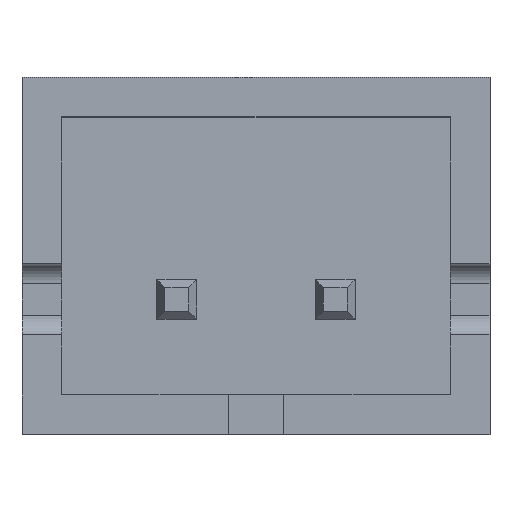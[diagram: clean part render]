
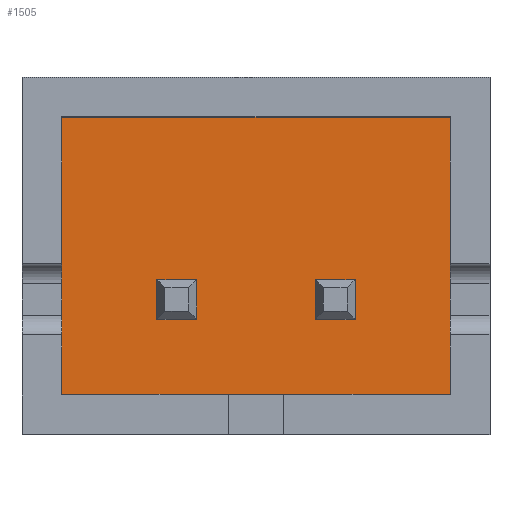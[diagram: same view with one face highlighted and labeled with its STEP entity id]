
A CAD part, top view. The second image highlights one B-rep face of the part: STEP entity #1505.
In plain terms, the highlighted planar face has unit normal (0, 0, 1).
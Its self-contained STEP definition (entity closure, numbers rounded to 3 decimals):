
#23=FACE_BOUND('',#232,.T.);
#24=FACE_BOUND('',#233,.T.);
#67=PLANE('',#1609);
#147=FACE_OUTER_BOUND('',#231,.T.);
#231=EDGE_LOOP('',(#1281,#1282,#1283,#1284));
#232=EDGE_LOOP('',(#1285,#1286,#1287,#1288));
#233=EDGE_LOOP('',(#1289,#1290,#1291,#1292));
#293=LINE('',#2098,#497);
#306=LINE('',#2124,#510);
#343=LINE('',#2193,#547);
#391=LINE('',#2290,#595);
#394=LINE('',#2295,#598);
#396=LINE('',#2300,#600);
#399=LINE('',#2305,#603);
#404=LINE('',#2315,#608);
#405=LINE('',#2317,#609);
#407=LINE('',#2321,#611);
#408=LINE('',#2323,#612);
#409=LINE('',#2325,#613);
#497=VECTOR('',#1709,10.);
#510=VECTOR('',#1724,10.);
#547=VECTOR('',#1785,10.);
#595=VECTOR('',#1857,10.);
#598=VECTOR('',#1862,10.);
#600=VECTOR('',#1866,10.);
#603=VECTOR('',#1871,10.);
#608=VECTOR('',#1882,10.);
#609=VECTOR('',#1885,10.);
#611=VECTOR('',#1889,10.);
#612=VECTOR('',#1892,10.);
#613=VECTOR('',#1895,10.);
#708=VERTEX_POINT('',#2095);
#709=VERTEX_POINT('',#2097);
#720=VERTEX_POINT('',#2121);
#721=VERTEX_POINT('',#2123);
#777=VERTEX_POINT('',#2287);
#778=VERTEX_POINT('',#2289);
#779=VERTEX_POINT('',#2293);
#780=VERTEX_POINT('',#2297);
#781=VERTEX_POINT('',#2299);
#782=VERTEX_POINT('',#2303);
#784=VERTEX_POINT('',#2313);
#785=VERTEX_POINT('',#2319);
#853=EDGE_CURVE('',#708,#709,#293,.T.);
#866=EDGE_CURVE('',#720,#721,#306,.T.);
#903=EDGE_CURVE('',#709,#720,#343,.T.);
#951=EDGE_CURVE('',#778,#777,#391,.T.);
#954=EDGE_CURVE('',#777,#779,#394,.T.);
#956=EDGE_CURVE('',#781,#780,#396,.T.);
#959=EDGE_CURVE('',#780,#782,#399,.T.);
#964=EDGE_CURVE('',#782,#784,#404,.T.);
#965=EDGE_CURVE('',#784,#781,#405,.T.);
#967=EDGE_CURVE('',#779,#785,#407,.T.);
#968=EDGE_CURVE('',#785,#778,#408,.T.);
#969=EDGE_CURVE('',#721,#708,#409,.T.);
#1281=ORIENTED_EDGE('',*,*,#853,.F.);
#1282=ORIENTED_EDGE('',*,*,#969,.F.);
#1283=ORIENTED_EDGE('',*,*,#866,.F.);
#1284=ORIENTED_EDGE('',*,*,#903,.F.);
#1285=ORIENTED_EDGE('',*,*,#956,.T.);
#1286=ORIENTED_EDGE('',*,*,#959,.T.);
#1287=ORIENTED_EDGE('',*,*,#964,.T.);
#1288=ORIENTED_EDGE('',*,*,#965,.T.);
#1289=ORIENTED_EDGE('',*,*,#951,.T.);
#1290=ORIENTED_EDGE('',*,*,#954,.T.);
#1291=ORIENTED_EDGE('',*,*,#967,.T.);
#1292=ORIENTED_EDGE('',*,*,#968,.T.);
#1505=ADVANCED_FACE('',(#147,#23,#24),#67,.F.);
#1609=AXIS2_PLACEMENT_3D('',#2326,#1896,#1897);
#1709=DIRECTION('',(0.,-1.,0.));
#1724=DIRECTION('',(0.,1.,0.));
#1785=DIRECTION('',(-1.,0.,0.));
#1857=DIRECTION('',(0.,-1.,0.));
#1862=DIRECTION('',(-1.,0.,0.));
#1866=DIRECTION('',(0.,-1.,0.));
#1871=DIRECTION('',(-1.,0.,0.));
#1882=DIRECTION('',(0.,1.,0.));
#1885=DIRECTION('',(1.,0.,0.));
#1889=DIRECTION('',(0.,1.,0.));
#1892=DIRECTION('',(1.,0.,0.));
#1895=DIRECTION('',(1.,0.,0.));
#1896=DIRECTION('center_axis',(0.,0.,-1.));
#1897=DIRECTION('ref_axis',(-1.,0.,0.));
#2095=CARTESIAN_POINT('',(5.4,4.,1.5));
#2097=CARTESIAN_POINT('',(5.4,0.5,1.5));
#2098=CARTESIAN_POINT('',(5.4,0.5,1.5));
#2121=CARTESIAN_POINT('',(0.5,0.5,1.5));
#2123=CARTESIAN_POINT('',(0.5,4.,1.5));
#2124=CARTESIAN_POINT('',(0.5,4.,1.5));
#2193=CARTESIAN_POINT('',(0.5,0.5,1.5));
#2287=CARTESIAN_POINT('',(2.2,1.45,1.5));
#2289=CARTESIAN_POINT('',(2.2,1.95,1.5));
#2290=CARTESIAN_POINT('',(2.2,1.85,1.5));
#2293=CARTESIAN_POINT('',(1.7,1.45,1.5));
#2295=CARTESIAN_POINT('',(2.325,1.45,1.5));
#2297=CARTESIAN_POINT('',(4.2,1.45,1.5));
#2299=CARTESIAN_POINT('',(4.2,1.95,1.5));
#2300=CARTESIAN_POINT('',(4.2,1.85,1.5));
#2303=CARTESIAN_POINT('',(3.7,1.45,1.5));
#2305=CARTESIAN_POINT('',(3.325,1.45,1.5));
#2313=CARTESIAN_POINT('',(3.7,1.95,1.5));
#2315=CARTESIAN_POINT('',(3.7,2.1,1.5));
#2317=CARTESIAN_POINT('',(3.575,1.95,1.5));
#2319=CARTESIAN_POINT('',(1.7,1.95,1.5));
#2321=CARTESIAN_POINT('',(1.7,2.1,1.5));
#2323=CARTESIAN_POINT('',(2.575,1.95,1.5));
#2325=CARTESIAN_POINT('',(5.4,4.,1.5));
#2326=CARTESIAN_POINT('Origin',(2.95,2.25,1.5));
